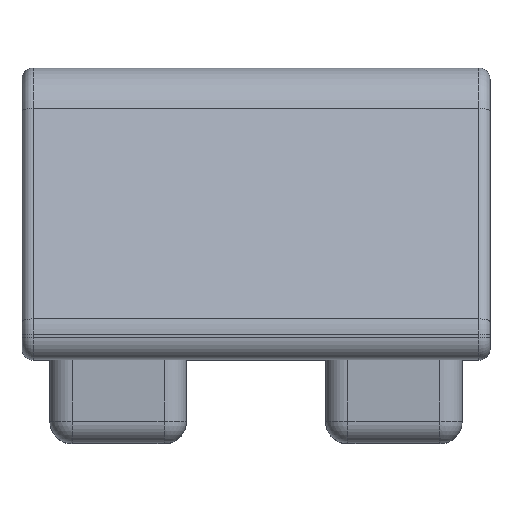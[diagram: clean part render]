
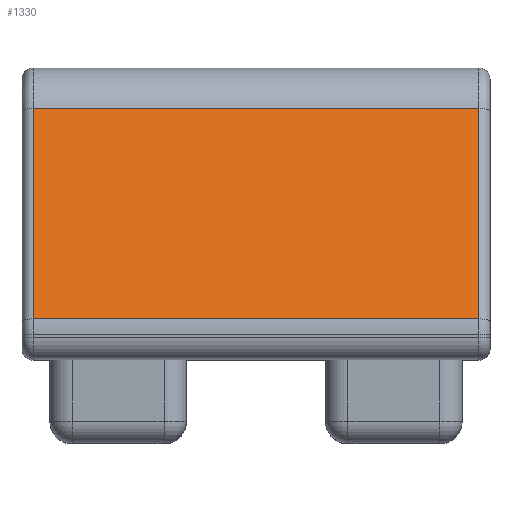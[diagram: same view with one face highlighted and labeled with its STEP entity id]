
A CAD part, top view. The second image highlights one B-rep face of the part: STEP entity #1330.
In plain terms, the highlighted planar face has unit normal (0, 0.274, 0.962).
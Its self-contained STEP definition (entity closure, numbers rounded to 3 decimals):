
#45 = CARTESIAN_POINT ( 'NONE',  ( -20., 2.171, 18.809 ) ) ;
#56 = AXIS2_PLACEMENT_3D ( 'NONE', #2919, #817, #84 ) ;
#84 = DIRECTION ( 'NONE',  ( 0., -0.962, 0.274 ) ) ;
#115 = CARTESIAN_POINT ( 'NONE',  ( 20., 2.171, 18.809 ) ) ;
#132 = DIRECTION ( 'NONE',  ( 0., -0.962, 0.274 ) ) ;
#260 = EDGE_CURVE ( 'NONE', #279, #2585, #784, .T. ) ;
#279 = VERTEX_POINT ( 'NONE', #4212 ) ;
#329 = VERTEX_POINT ( 'NONE', #115 ) ;
#606 = LINE ( 'NONE', #4133, #3588 ) ;
#666 = ORIENTED_EDGE ( 'NONE', *, *, #4315, .T. ) ;
#784 = LINE ( 'NONE', #3182, #1238 ) ;
#817 = DIRECTION ( 'NONE',  ( 0., 0.274, 0.962 ) ) ;
#1044 = DIRECTION ( 'NONE',  ( 1., 0., 0. ) ) ;
#1238 = VECTOR ( 'NONE', #2193, 1000. ) ;
#1330 = ADVANCED_FACE ( 'NONE', ( #3590 ), #2179, .T. ) ;
#1493 = CARTESIAN_POINT ( 'NONE',  ( -20., 2.171, 18.809 ) ) ;
#1624 = VECTOR ( 'NONE', #1044, 1000. ) ;
#1643 = DIRECTION ( 'NONE',  ( 0., 0.962, -0.274 ) ) ;
#1708 = CARTESIAN_POINT ( 'NONE',  ( 21., 2.171, 18.809 ) ) ;
#2060 = EDGE_CURVE ( 'NONE', #329, #279, #606, .T. ) ;
#2179 = PLANE ( 'NONE',  #56 ) ;
#2193 = DIRECTION ( 'NONE',  ( -1., 0., 0. ) ) ;
#2383 = VERTEX_POINT ( 'NONE', #45 ) ;
#2542 = ORIENTED_EDGE ( 'NONE', *, *, #260, .T. ) ;
#2585 = VERTEX_POINT ( 'NONE', #4252 ) ;
#2615 = VECTOR ( 'NONE', #132, 1000. ) ;
#2919 = CARTESIAN_POINT ( 'NONE',  ( 0., 5.117, 17.97 ) ) ;
#2984 = EDGE_LOOP ( 'NONE', ( #2542, #666, #4183, #3621 ) ) ;
#3182 = CARTESIAN_POINT ( 'NONE',  ( -21., 21.069, 13.428 ) ) ;
#3309 = LINE ( 'NONE', #1493, #2615 ) ;
#3357 = EDGE_CURVE ( 'NONE', #2383, #329, #3745, .T. ) ;
#3588 = VECTOR ( 'NONE', #1643, 1000. ) ;
#3590 = FACE_OUTER_BOUND ( 'NONE', #2984, .T. ) ;
#3621 = ORIENTED_EDGE ( 'NONE', *, *, #2060, .T. ) ;
#3745 = LINE ( 'NONE', #1708, #1624 ) ;
#4133 = CARTESIAN_POINT ( 'NONE',  ( 20., 21.069, 13.428 ) ) ;
#4183 = ORIENTED_EDGE ( 'NONE', *, *, #3357, .T. ) ;
#4212 = CARTESIAN_POINT ( 'NONE',  ( 20., 21.069, 13.428 ) ) ;
#4252 = CARTESIAN_POINT ( 'NONE',  ( -20., 21.069, 13.428 ) ) ;
#4315 = EDGE_CURVE ( 'NONE', #2585, #2383, #3309, .T. ) ;
